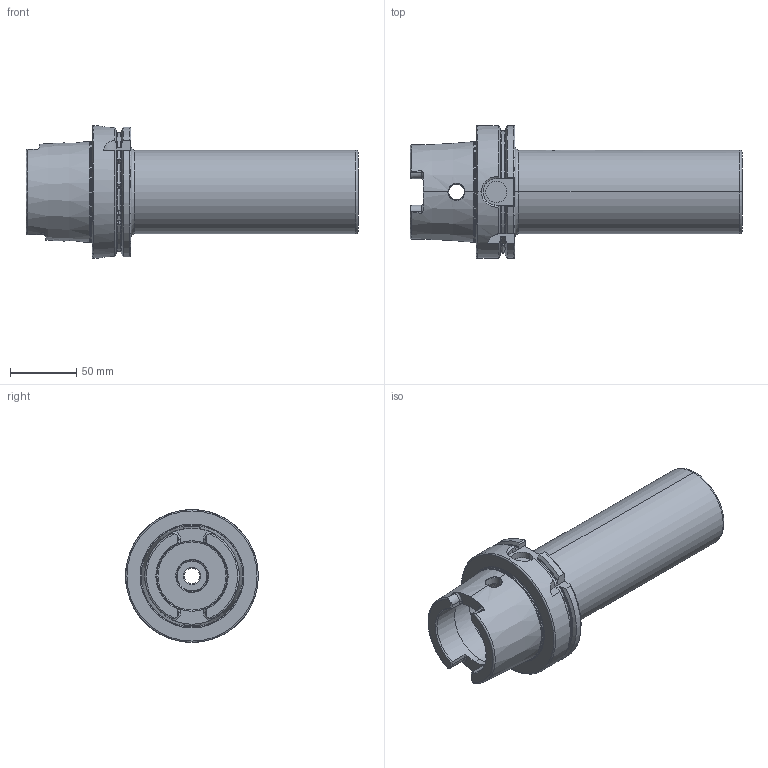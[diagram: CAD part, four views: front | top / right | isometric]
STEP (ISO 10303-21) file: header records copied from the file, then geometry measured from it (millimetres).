
FILE_DESCRIPTION (( 'STEP AP203' ), '1' );
FILE_NAME ('A100.08.05.STEP', '2016-10-12T05:44:26', ( '' ), ( '' ), 'SwSTEP 2.0', 'SolidWorks 2012', '' );
FILE_SCHEMA (( 'CONFIG_CONTROL_DESIGN' ));
Products named in the file (1): A100.08.05
Bounding box: 250 x 100 x 100 mm (x, y, z)
Volume: 577516.4 mm3; surface area: 106955.4 mm2
Topology: 1 solids, 1 shells, 279 faces, 783 edges, 499 vertices
Faces by surface type: cylinder 133, plane 50, torus 37, cone 34, bspline 25
Entity records: 42115 total; most frequent: CARTESIAN_POINT 35720, ORIENTED_EDGE 1546, DIRECTION 1097, EDGE_CURVE 773, VERTEX_POINT 499, AXIS2_PLACEMENT_3D 440, EDGE_LOOP 292, FACE_OUTER_BOUND 279
